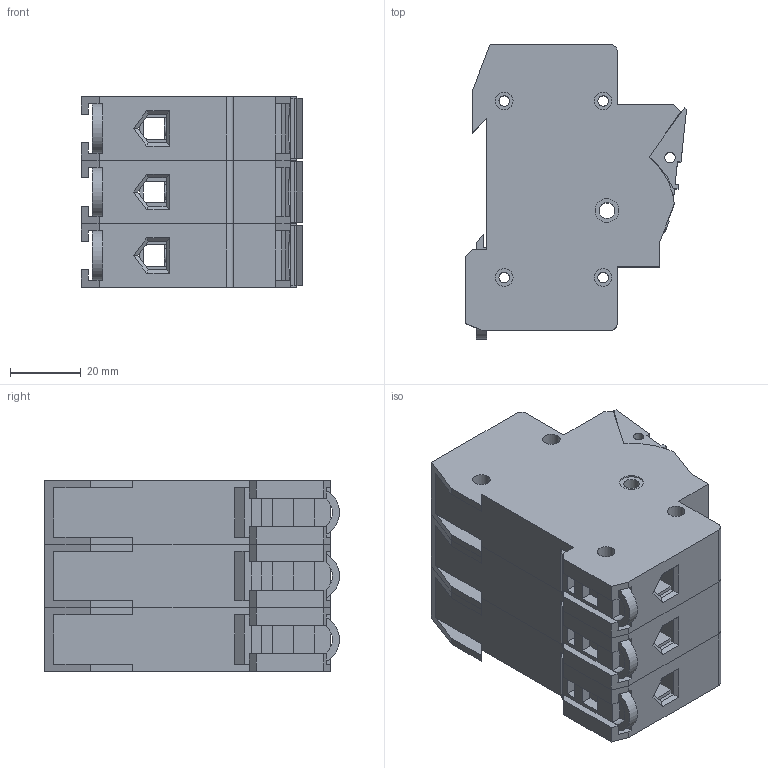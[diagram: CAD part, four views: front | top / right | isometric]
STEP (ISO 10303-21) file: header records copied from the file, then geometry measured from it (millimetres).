
FILE_DESCRIPTION((''),'2;1');
FILE_NAME('31113000.stp','2008-01-03T20:15:00',('Hubert Lenker'),(''),'Autodesk Inventor 10','Autodesk Inventor 10','');
FILE_SCHEMA(('AUTOMOTIVE_DESIGN { 1 0 10303 214 1 1 1 1 }'));
Length unit declared in the file: millimetre
Products named in the file (6): 31113000; Basis 10x38; 30414000; 79599000; 79602000; Schnapp
Assembly tree (8 placements, depth 3):
  31113000
    Basis 10x38  x3
      30414000
      79599000
      79602000
      Schnapp
Bounding box: 62.64 x 83.5 x 54 mm (x, y, z)
Volume: 157278.8 mm3; surface area: 84713.7 mm2
Topology: 15 solids, 15 shells, 738 faces, 1941 edges, 1269 vertices
Faces by surface type: plane 543, cylinder 165, bspline 18, torus 12
Full cylindrical faces by diameter (mm): 3 x21, 4 x12, 4.5 x3, 5 x24, 6.707 x6, 7 x6, 8 x6, 10 x3
Entity records: 6459 total; most frequent: CARTESIAN_POINT 1251, DIRECTION 1025, ORIENTED_EDGE 1008, EDGE_CURVE 504, VECTOR 383, LINE 383, VERTEX_POINT 347, AXIS2_PLACEMENT_3D 321
